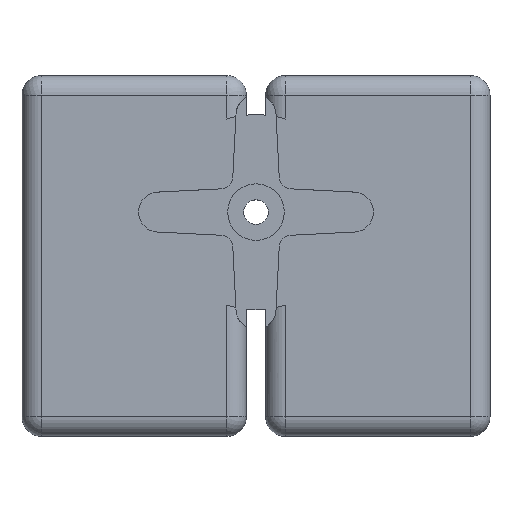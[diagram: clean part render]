
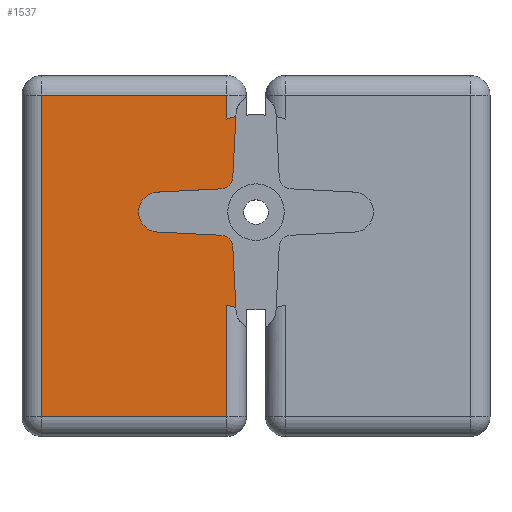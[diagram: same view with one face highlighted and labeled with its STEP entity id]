
A CAD part, top view. The second image highlights one B-rep face of the part: STEP entity #1537.
In plain terms, the highlighted planar face has unit normal (0, 0, 1).
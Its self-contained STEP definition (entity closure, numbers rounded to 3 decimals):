
#142=LINE('',#2484,#261);
#159=LINE('',#2572,#278);
#175=LINE('',#2635,#294);
#179=LINE('',#2646,#298);
#183=LINE('',#2662,#302);
#184=LINE('',#2679,#303);
#185=LINE('',#2681,#304);
#186=LINE('',#2683,#305);
#187=LINE('',#2684,#306);
#261=VECTOR('',#1906,10.);
#278=VECTOR('',#1965,10.);
#294=VECTOR('',#2023,10.);
#298=VECTOR('',#2037,10.);
#302=VECTOR('',#2045,10.);
#303=VECTOR('',#2060,10.);
#304=VECTOR('',#2061,10.);
#305=VECTOR('',#2062,10.);
#306=VECTOR('',#2063,10.);
#380=FACE_OUTER_BOUND('',#477,.T.);
#477=EDGE_LOOP('',(#1237,#1238,#1239,#1240,#1241,#1242,#1243,#1244,#1245,
#1246,#1247,#1248,#1249,#1250,#1251,#1252));
#566=CIRCLE('',#1651,2.05);
#567=CIRCLE('',#1654,1.4);
#568=CIRCLE('',#1656,1.4);
#574=CIRCLE('',#1675,1.4);
#575=CIRCLE('',#1677,1.4);
#577=CIRCLE('',#1683,10.);
#579=CIRCLE('',#1687,10.);
#688=VERTEX_POINT('',#2481);
#689=VERTEX_POINT('',#2483);
#713=VERTEX_POINT('',#2565);
#714=VERTEX_POINT('',#2567);
#715=VERTEX_POINT('',#2571);
#716=VERTEX_POINT('',#2575);
#728=VERTEX_POINT('',#2632);
#729=VERTEX_POINT('',#2634);
#730=VERTEX_POINT('',#2638);
#731=VERTEX_POINT('',#2642);
#734=VERTEX_POINT('',#2654);
#735=VERTEX_POINT('',#2661);
#737=VERTEX_POINT('',#2676);
#738=VERTEX_POINT('',#2678);
#739=VERTEX_POINT('',#2680);
#740=VERTEX_POINT('',#2682);
#843=EDGE_CURVE('',#689,#688,#142,.T.);
#875=EDGE_CURVE('',#714,#713,#566,.T.);
#877=EDGE_CURVE('',#715,#714,#159,.T.);
#879=EDGE_CURVE('',#716,#715,#567,.T.);
#881=EDGE_CURVE('',#688,#716,#568,.T.);
#903=EDGE_CURVE('',#729,#728,#175,.T.);
#905=EDGE_CURVE('',#730,#729,#574,.T.);
#907=EDGE_CURVE('',#731,#730,#575,.T.);
#909=EDGE_CURVE('',#713,#731,#179,.T.);
#914=EDGE_CURVE('',#734,#735,#183,.T.);
#916=EDGE_CURVE('',#734,#689,#577,.T.);
#919=EDGE_CURVE('',#728,#737,#579,.T.);
#920=EDGE_CURVE('',#738,#737,#184,.T.);
#921=EDGE_CURVE('',#739,#738,#185,.T.);
#922=EDGE_CURVE('',#740,#739,#186,.T.);
#923=EDGE_CURVE('',#735,#740,#187,.T.);
#1237=ORIENTED_EDGE('',*,*,#843,.T.);
#1238=ORIENTED_EDGE('',*,*,#881,.T.);
#1239=ORIENTED_EDGE('',*,*,#879,.T.);
#1240=ORIENTED_EDGE('',*,*,#877,.T.);
#1241=ORIENTED_EDGE('',*,*,#875,.T.);
#1242=ORIENTED_EDGE('',*,*,#909,.T.);
#1243=ORIENTED_EDGE('',*,*,#907,.T.);
#1244=ORIENTED_EDGE('',*,*,#905,.T.);
#1245=ORIENTED_EDGE('',*,*,#903,.T.);
#1246=ORIENTED_EDGE('',*,*,#919,.T.);
#1247=ORIENTED_EDGE('',*,*,#920,.F.);
#1248=ORIENTED_EDGE('',*,*,#921,.F.);
#1249=ORIENTED_EDGE('',*,*,#922,.F.);
#1250=ORIENTED_EDGE('',*,*,#923,.F.);
#1251=ORIENTED_EDGE('',*,*,#914,.F.);
#1252=ORIENTED_EDGE('',*,*,#916,.T.);
#1488=PLANE('',#1686);
#1537=ADVANCED_FACE('',(#380),#1488,.T.);
#1651=AXIS2_PLACEMENT_3D('',#2568,#1960,#1961);
#1654=AXIS2_PLACEMENT_3D('',#2576,#1969,#1970);
#1656=AXIS2_PLACEMENT_3D('',#2579,#1974,#1975);
#1675=AXIS2_PLACEMENT_3D('',#2639,#2027,#2028);
#1677=AXIS2_PLACEMENT_3D('',#2643,#2032,#2033);
#1683=AXIS2_PLACEMENT_3D('',#2665,#2050,#2051);
#1686=AXIS2_PLACEMENT_3D('',#2675,#2056,#2057);
#1687=AXIS2_PLACEMENT_3D('',#2677,#2058,#2059);
#1906=DIRECTION('',(-0.051,0.999,0.));
#1960=DIRECTION('center_axis',(0.,0.,-1.));
#1961=DIRECTION('ref_axis',(-0.051,0.999,0.));
#1965=DIRECTION('',(-0.999,0.051,0.));
#1969=DIRECTION('center_axis',(0.,0.,1.));
#1970=DIRECTION('ref_axis',(0.688,0.726,0.));
#1974=DIRECTION('center_axis',(0.,0.,1.));
#1975=DIRECTION('ref_axis',(0.997,0.077,0.));
#2023=DIRECTION('',(0.051,0.999,0.));
#2027=DIRECTION('center_axis',(0.,0.,1.));
#2028=DIRECTION('ref_axis',(0.726,-0.688,0.));
#2032=DIRECTION('center_axis',(0.,0.,1.));
#2033=DIRECTION('ref_axis',(0.077,-0.997,0.));
#2037=DIRECTION('',(0.999,0.051,0.));
#2045=DIRECTION('',(0.,-1.,0.));
#2050=DIRECTION('center_axis',(0.,0.,1.));
#2051=DIRECTION('ref_axis',(1.,0.,0.));
#2056=DIRECTION('center_axis',(0.,0.,1.));
#2057=DIRECTION('ref_axis',(1.,0.,0.));
#2058=DIRECTION('center_axis',(0.,0.,1.));
#2059=DIRECTION('ref_axis',(1.,0.,0.));
#2060=DIRECTION('',(0.,-1.,0.));
#2061=DIRECTION('',(1.,0.,0.));
#2062=DIRECTION('',(0.,1.,0.));
#2063=DIRECTION('',(-1.,0.,0.));
#2481=CARTESIAN_POINT('',(-2.379,-3.612,8.2));
#2483=CARTESIAN_POINT('',(-2.064,-9.785,8.2));
#2484=CARTESIAN_POINT('',(-2.187,-7.362,8.2));
#2565=CARTESIAN_POINT('',(-10.104,2.047,8.2));
#2567=CARTESIAN_POINT('',(-10.104,-2.047,8.2));
#2568=CARTESIAN_POINT('Origin',(-10.,0.,
8.2));
#2571=CARTESIAN_POINT('',(-3.612,-2.379,8.2));
#2572=CARTESIAN_POINT('',(-1.757,-2.473,8.2));
#2575=CARTESIAN_POINT('',(-2.758,-2.758,8.2));
#2576=CARTESIAN_POINT('Origin',(-3.72,-3.774,8.2));
#2579=CARTESIAN_POINT('Origin',(-3.774,-3.72,8.2));
#2632=CARTESIAN_POINT('',(-2.064,9.785,8.2));
#2634=CARTESIAN_POINT('',(-2.379,3.612,8.2));
#2635=CARTESIAN_POINT('',(-2.582,-0.373,8.2));
#2638=CARTESIAN_POINT('',(-2.758,2.758,8.2));
#2639=CARTESIAN_POINT('Origin',(-3.774,3.72,8.2));
#2642=CARTESIAN_POINT('',(-3.612,2.379,8.2));
#2643=CARTESIAN_POINT('Origin',(-3.72,3.774,8.2));
#2646=CARTESIAN_POINT('',(-5.232,2.296,8.2));
#2654=CARTESIAN_POINT('',(-3.,-9.539,8.2));
#2661=CARTESIAN_POINT('',(-3.,-21.,8.2));
#2662=CARTESIAN_POINT('',(-3.,-13.75,8.2));
#2665=CARTESIAN_POINT('Origin',(0.,0.,8.2));
#2675=CARTESIAN_POINT('Origin',(0.,-4.5,8.2));
#2676=CARTESIAN_POINT('',(-3.,9.539,8.2));
#2677=CARTESIAN_POINT('Origin',(0.,0.,8.2));
#2678=CARTESIAN_POINT('',(-3.,12.,8.2));
#2679=CARTESIAN_POINT('',(-3.,2.725,8.2));
#2680=CARTESIAN_POINT('',(-22.,12.,8.2));
#2681=CARTESIAN_POINT('',(-0.5,12.,8.2));
#2682=CARTESIAN_POINT('',(-22.,-21.,8.2));
#2683=CARTESIAN_POINT('',(-22.,4.75,8.2));
#2684=CARTESIAN_POINT('',(-12.,-21.,8.2));
